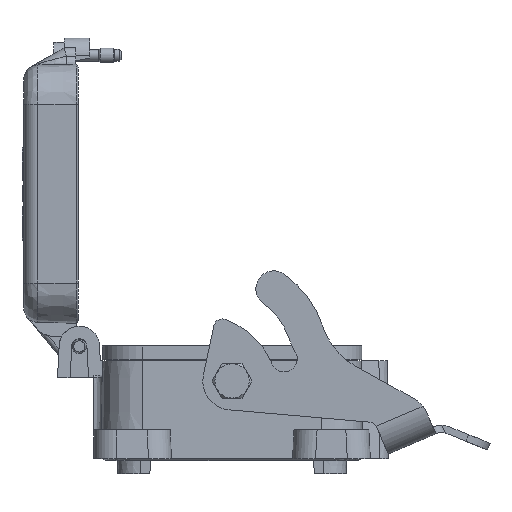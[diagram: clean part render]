
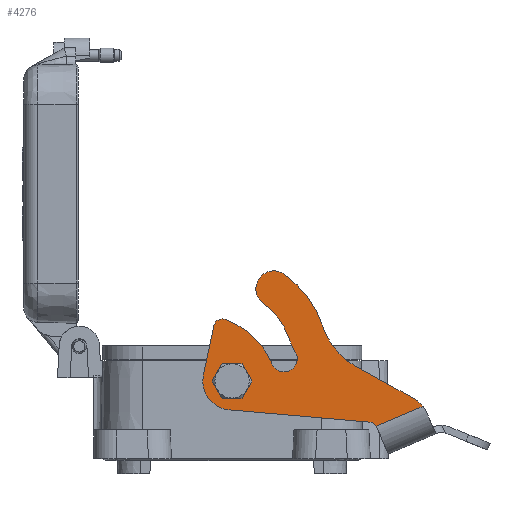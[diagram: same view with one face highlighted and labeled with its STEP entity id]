
A CAD part, left-side view. The second image highlights one B-rep face of the part: STEP entity #4276.
In plain terms, the highlighted planar face has unit normal (-1, 0, 0).
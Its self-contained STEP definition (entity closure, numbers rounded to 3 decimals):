
#1112=PLANE('',#18518);
#4276=ADVANCED_FACE('',(#4808,#4809),#1112,.F.);
#4808=FACE_BOUND('',#5333,.T.);
#4809=FACE_BOUND('',#5334,.T.);
#5333=EDGE_LOOP('',(#7355,#7356,#7357,#7358,#7359,#7360,#7361,#7362,#7363,
#7364,#7365,#7366,#7367,#7368,#7369,#7370));
#5334=EDGE_LOOP('',(#7371));
#7355=ORIENTED_EDGE('',*,*,#11180,.T.);
#7356=ORIENTED_EDGE('',*,*,#11171,.F.);
#7357=ORIENTED_EDGE('',*,*,#11172,.F.);
#7358=ORIENTED_EDGE('',*,*,#11175,.F.);
#7359=ORIENTED_EDGE('',*,*,#11129,.F.);
#7360=ORIENTED_EDGE('',*,*,#11133,.F.);
#7361=ORIENTED_EDGE('',*,*,#11136,.F.);
#7362=ORIENTED_EDGE('',*,*,#11139,.F.);
#7363=ORIENTED_EDGE('',*,*,#11142,.F.);
#7364=ORIENTED_EDGE('',*,*,#11145,.F.);
#7365=ORIENTED_EDGE('',*,*,#11148,.F.);
#7366=ORIENTED_EDGE('',*,*,#11151,.F.);
#7367=ORIENTED_EDGE('',*,*,#11154,.F.);
#7368=ORIENTED_EDGE('',*,*,#11157,.F.);
#7369=ORIENTED_EDGE('',*,*,#11160,.F.);
#7370=ORIENTED_EDGE('',*,*,#11164,.F.);
#7371=ORIENTED_EDGE('',*,*,#11178,.T.);
#9725=VERTEX_POINT('',#27379);
#9726=VERTEX_POINT('',#27380);
#9729=VERTEX_POINT('',#27388);
#9731=VERTEX_POINT('',#27394);
#9733=VERTEX_POINT('',#27400);
#9735=VERTEX_POINT('',#27406);
#9737=VERTEX_POINT('',#27412);
#9739=VERTEX_POINT('',#27418);
#9741=VERTEX_POINT('',#27424);
#9743=VERTEX_POINT('',#27430);
#9745=VERTEX_POINT('',#27436);
#9747=VERTEX_POINT('',#27442);
#9749=VERTEX_POINT('',#27451);
#9751=VERTEX_POINT('',#27464);
#9754=VERTEX_POINT('',#27473);
#9755=VERTEX_POINT('',#27477);
#9758=VERTEX_POINT('',#27488);
#11129=EDGE_CURVE('',#9725,#9726,#12828,.T.);
#11133=EDGE_CURVE('',#9729,#9725,#12830,.T.);
#11136=EDGE_CURVE('',#9731,#9729,#12832,.T.);
#11139=EDGE_CURVE('',#9733,#9731,#12834,.T.);
#11142=EDGE_CURVE('',#9735,#9733,#12836,.T.);
#11145=EDGE_CURVE('',#9737,#9735,#12838,.T.);
#11148=EDGE_CURVE('',#9739,#9737,#12840,.T.);
#11151=EDGE_CURVE('',#9741,#9739,#12842,.T.);
#11154=EDGE_CURVE('',#9743,#9741,#14798,.T.);
#11157=EDGE_CURVE('',#9745,#9743,#12844,.T.);
#11160=EDGE_CURVE('',#9747,#9745,#14802,.T.);
#11164=EDGE_CURVE('',#9749,#9747,#12846,.T.);
#11171=EDGE_CURVE('',#9754,#9751,#12849,.T.);
#11172=EDGE_CURVE('',#9755,#9754,#14806,.T.);
#11175=EDGE_CURVE('',#9726,#9755,#12850,.T.);
#11178=EDGE_CURVE('',#9758,#9758,#12853,.T.);
#11180=EDGE_CURVE('',#9749,#9751,#14810,.T.);
#12828=CIRCLE('',#18475,36.5);
#12830=CIRCLE('',#18478,6.25);
#12832=CIRCLE('',#18481,24.);
#12834=CIRCLE('',#18484,33.985);
#12836=CIRCLE('',#18487,4.5);
#12838=CIRCLE('',#18490,4.498);
#12840=CIRCLE('',#18493,28.);
#12842=CIRCLE('',#18496,3.);
#12844=CIRCLE('',#18500,9.999);
#12846=CIRCLE('',#18504,3.);
#12849=CIRCLE('',#18508,10.);
#12850=CIRCLE('',#18511,24.);
#12853=CIRCLE('',#18515,4.05);
#14798=LINE('',#27429,#15976);
#14802=LINE('',#27441,#15980);
#14806=LINE('',#27476,#15984);
#14810=LINE('',#27492,#15988);
#15976=VECTOR('',#20659,1.);
#15980=VECTOR('',#20671,1.);
#15984=VECTOR('',#20689,1.);
#15988=VECTOR('',#20709,1.);
#18475=AXIS2_PLACEMENT_3D('',#27378,#20602,#20603);
#18478=AXIS2_PLACEMENT_3D('',#27387,#20610,#20611);
#18481=AXIS2_PLACEMENT_3D('',#27393,#20617,#20618);
#18484=AXIS2_PLACEMENT_3D('',#27399,#20624,#20625);
#18487=AXIS2_PLACEMENT_3D('',#27405,#20631,#20632);
#18490=AXIS2_PLACEMENT_3D('',#27411,#20638,#20639);
#18493=AXIS2_PLACEMENT_3D('',#27417,#20645,#20646);
#18496=AXIS2_PLACEMENT_3D('',#27423,#20652,#20653);
#18500=AXIS2_PLACEMENT_3D('',#27435,#20664,#20665);
#18504=AXIS2_PLACEMENT_3D('',#27452,#20676,#20677);
#18508=AXIS2_PLACEMENT_3D('',#27474,#20685,#20686);
#18511=AXIS2_PLACEMENT_3D('',#27482,#20694,#20695);
#18515=AXIS2_PLACEMENT_3D('',#27487,#20702,#20703);
#18518=AXIS2_PLACEMENT_3D('',#27493,#20710,#20711);
#20602=DIRECTION('',(1.,0.,0.));
#20603=DIRECTION('',(0.,-0.951,0.31));
#20610=DIRECTION('',(1.,0.,0.));
#20611=DIRECTION('',(0.,-0.582,0.813));
#20617=DIRECTION('',(-1.,0.,0.));
#20618=DIRECTION('',(0.,-0.987,0.164));
#20624=DIRECTION('',(1.,0.,0.));
#20625=DIRECTION('',(0.,-0.391,-0.921));
#20631=DIRECTION('',(-1.,0.,0.));
#20632=DIRECTION('',(0.,-0.391,-0.921));
#20638=DIRECTION('',(-1.,0.,0.));
#20639=DIRECTION('',(0.,0.987,-0.16));
#20645=DIRECTION('',(1.,0.,0.));
#20646=DIRECTION('',(0.,-0.905,0.426));
#20652=DIRECTION('',(1.,0.,0.));
#20653=DIRECTION('',(0.,-0.338,0.941));
#20659=DIRECTION('',(0.,-0.208,0.978));
#20664=DIRECTION('',(1.,0.,0.));
#20665=DIRECTION('',(0.,0.976,0.217));
#20671=DIRECTION('',(0.,0.996,0.087));
#20676=DIRECTION('',(-1.,0.,0.));
#20677=DIRECTION('',(0.,-0.921,0.391));
#20685=DIRECTION('',(1.,0.,0.));
#20686=DIRECTION('',(0.,-0.921,0.391));
#20689=DIRECTION('',(0.,-0.875,-0.485));
#20694=DIRECTION('',(-1.,0.,0.));
#20695=DIRECTION('',(0.,0.485,-0.875));
#20702=DIRECTION('',(1.,0.,0.));
#20703=DIRECTION('',(0.,-0.391,-0.921));
#20709=DIRECTION('',(0.,-0.921,0.391));
#20710=DIRECTION('',(1.,0.,0.));
#20711=DIRECTION('',(0.,-0.391,-0.921));
#27378=CARTESIAN_POINT('',(-70.,3.086,34.331));
#27379=CARTESIAN_POINT('',(-70.,-18.173,64.));
#27380=CARTESIAN_POINT('',(-70.,-31.611,45.659));
#27387=CARTESIAN_POINT('',(-70.,-14.533,58.92));
#27388=CARTESIAN_POINT('',(-70.,-10.893,53.84));
#27393=CARTESIAN_POINT('',(-70.,3.086,34.331));
#27394=CARTESIAN_POINT('',(-70.,-19.532,42.356));
#27399=CARTESIAN_POINT('',(-70.,-51.561,53.72));
#27400=CARTESIAN_POINT('',(-70.,-22.041,36.881));
#27405=CARTESIAN_POINT('',(-70.,-18.132,34.651));
#27406=CARTESIAN_POINT('',(-70.,-19.891,30.509));
#27411=CARTESIAN_POINT('',(-70.,-17.99,34.586));
#27412=CARTESIAN_POINT('',(-70.,-13.549,33.865));
#27417=CARTESIAN_POINT('',(-70.,11.787,21.946));
#27418=CARTESIAN_POINT('',(-70.,2.335,48.303));
#27423=CARTESIAN_POINT('',(-70.,3.348,45.479));
#27424=CARTESIAN_POINT('',(-70.,6.282,46.102));
#27429=CARTESIAN_POINT('',(-70.,6.282,46.102));
#27430=CARTESIAN_POINT('',(-70.,9.905,29.059));
#27435=CARTESIAN_POINT('',(-70.,0.144,26.889));
#27436=CARTESIAN_POINT('',(-70.,1.016,16.928));
#27441=CARTESIAN_POINT('',(-70.,1.016,16.928));
#27442=CARTESIAN_POINT('',(-70.,-47.792,12.658));
#27451=CARTESIAN_POINT('',(-70.,-50.068,11.27));
#27452=CARTESIAN_POINT('',(-70.,-47.531,9.669));
#27464=CARTESIAN_POINT('',(-70.,-66.297,18.159));
#27473=CARTESIAN_POINT('',(-70.,-63.239,20.782));
#27474=CARTESIAN_POINT('',(-70.,-58.391,12.036));
#27476=CARTESIAN_POINT('',(-70.,-63.239,20.782));
#27477=CARTESIAN_POINT('',(-70.,-42.791,32.116));
#27482=CARTESIAN_POINT('',(-70.,-54.426,53.107));
#27487=CARTESIAN_POINT('',(-70.,0.,26.95));
#27488=CARTESIAN_POINT('',(-70.,-1.582,23.222));
#27492=CARTESIAN_POINT('',(-70.,-66.297,18.159));
#27493=CARTESIAN_POINT('',(-70.,3.086,34.331));
